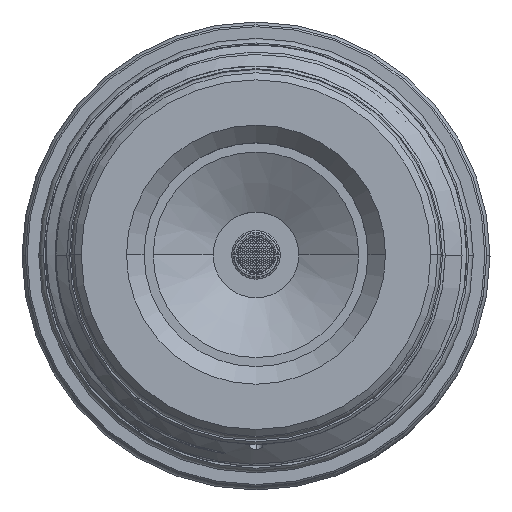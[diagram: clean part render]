
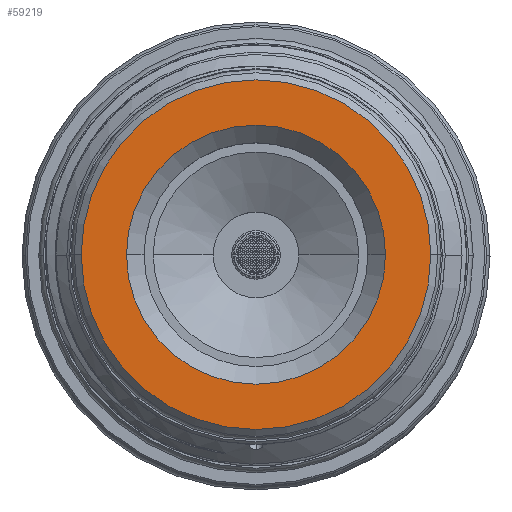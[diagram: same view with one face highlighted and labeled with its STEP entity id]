
A CAD part, top view. The second image highlights one B-rep face of the part: STEP entity #59219.
In plain terms, the highlighted planar face has unit normal (0, 0, 1).
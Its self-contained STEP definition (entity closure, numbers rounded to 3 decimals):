
#52 = DIRECTION ( 'NONE',  ( -1., 0., 0. ) ) ;
#525 = AXIS2_PLACEMENT_3D ( 'NONE', #20239, #10145, #56386 ) ;
#1639 = EDGE_CURVE ( 'NONE', #34815, #55321, #22396, .T. ) ;
#1799 = ORIENTED_EDGE ( 'NONE', *, *, #10279, .F. ) ;
#1889 = DIRECTION ( 'NONE',  ( -1., 0., 0. ) ) ;
#2303 = PLANE ( 'NONE',  #17662 ) ;
#4275 = CARTESIAN_POINT ( 'NONE',  ( 19.84, 0., 89.508 ) ) ;
#6721 = CARTESIAN_POINT ( 'NONE',  ( 0., 0., 89.508 ) ) ;
#10145 = DIRECTION ( 'NONE',  ( 0., 0., -1. ) ) ;
#10279 = EDGE_CURVE ( 'NONE', #19375, #31969, #27794, .T. ) ;
#11368 = AXIS2_PLACEMENT_3D ( 'NONE', #20569, #30077, #30283 ) ;
#13457 = CIRCLE ( 'NONE', #525, 19.84 ) ;
#17662 = AXIS2_PLACEMENT_3D ( 'NONE', #6721, #44080, #1889 ) ;
#18089 = CIRCLE ( 'NONE', #39523, 14.7 ) ;
#18207 = DIRECTION ( 'NONE',  ( 0., 0., -1. ) ) ;
#19375 = VERTEX_POINT ( 'NONE', #4275 ) ;
#20239 = CARTESIAN_POINT ( 'NONE',  ( 0., 0., 89.508 ) ) ;
#20569 = CARTESIAN_POINT ( 'NONE',  ( 0., 0., 89.508 ) ) ;
#21331 = ORIENTED_EDGE ( 'NONE', *, *, #30313, .F. ) ;
#22396 = CIRCLE ( 'NONE', #36417, 14.7 ) ;
#22680 = CARTESIAN_POINT ( 'NONE',  ( -19.84, 0., 89.508 ) ) ;
#24426 = EDGE_CURVE ( 'NONE', #55321, #34815, #18089, .T. ) ;
#27794 = CIRCLE ( 'NONE', #11368, 19.84 ) ;
#28608 = FACE_BOUND ( 'NONE', #44119, .T. ) ;
#30077 = DIRECTION ( 'NONE',  ( 0., 0., -1. ) ) ;
#30283 = DIRECTION ( 'NONE',  ( -1., 0., 0. ) ) ;
#30313 = EDGE_CURVE ( 'NONE', #31969, #19375, #13457, .T. ) ;
#31010 = EDGE_LOOP ( 'NONE', ( #21331, #1799 ) ) ;
#31969 = VERTEX_POINT ( 'NONE', #22680 ) ;
#34334 = ORIENTED_EDGE ( 'NONE', *, *, #1639, .T. ) ;
#34815 = VERTEX_POINT ( 'NONE', #51129 ) ;
#34973 = CARTESIAN_POINT ( 'NONE',  ( -14.7, 0., 89.508 ) ) ;
#36417 = AXIS2_PLACEMENT_3D ( 'NONE', #45876, #18207, #52 ) ;
#39523 = AXIS2_PLACEMENT_3D ( 'NONE', #41113, #50409, #45367 ) ;
#41113 = CARTESIAN_POINT ( 'NONE',  ( 0., 0., 89.508 ) ) ;
#43116 = FACE_OUTER_BOUND ( 'NONE', #31010, .T. ) ;
#44080 = DIRECTION ( 'NONE',  ( 0., 0., -1. ) ) ;
#44119 = EDGE_LOOP ( 'NONE', ( #34334, #49782 ) ) ;
#45367 = DIRECTION ( 'NONE',  ( -1., 0., 0. ) ) ;
#45876 = CARTESIAN_POINT ( 'NONE',  ( 0., 0., 89.508 ) ) ;
#49782 = ORIENTED_EDGE ( 'NONE', *, *, #24426, .T. ) ;
#50409 = DIRECTION ( 'NONE',  ( 0., 0., -1. ) ) ;
#51129 = CARTESIAN_POINT ( 'NONE',  ( 14.7, 0., 89.508 ) ) ;
#55321 = VERTEX_POINT ( 'NONE', #34973 ) ;
#56386 = DIRECTION ( 'NONE',  ( -1., 0., 0. ) ) ;
#59219 = ADVANCED_FACE ( 'NONE', ( #28608, #43116 ), #2303, .F. ) ;
